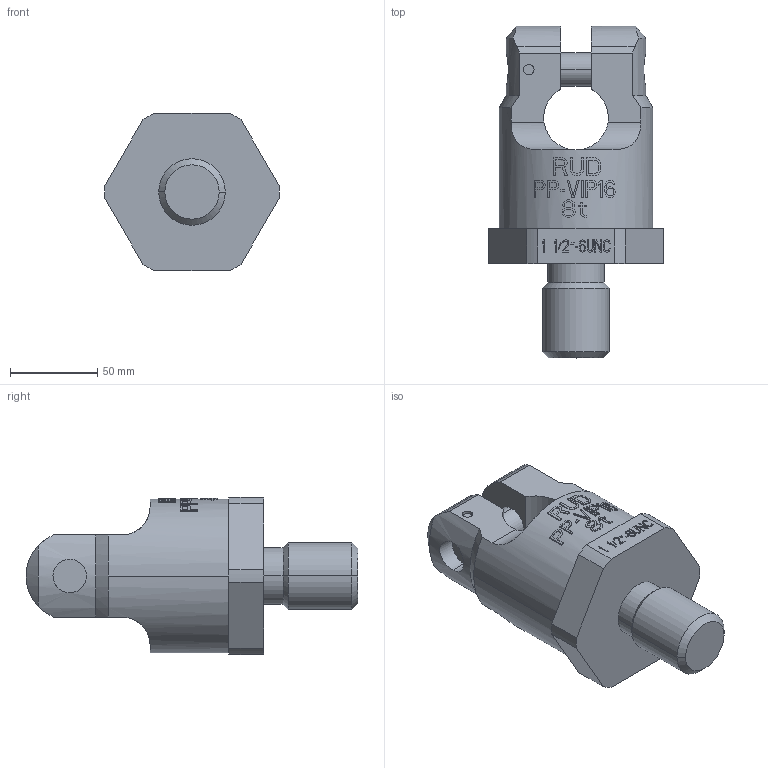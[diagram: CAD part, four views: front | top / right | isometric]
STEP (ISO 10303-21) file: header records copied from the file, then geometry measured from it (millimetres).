
FILE_DESCRIPTION((''),'2;1');
FILE_NAME('4PP-VIP16-8T-1_1_2Z','2005-01-19T',('jakubetz'),(''),'PRO/ENGINEER BY PARAMETRIC TECHNOLOGY CORPORATION, 2001400','PRO/ENGINEER BY PARAMETRIC TECHNOLOGY CORPORATION, 2001400','');
FILE_SCHEMA(('CONFIG_CONTROL_DESIGN'));
Length unit declared in the file: millimetre
Products named in the file (1): 4PP-VIP16-8T-1_1_2Z
Bounding box: 99.97 x 190 x 90 mm (x, y, z)
Volume: 645436.1 mm3; surface area: 71223.1 mm2
Topology: 2 solids, 2 shells, 609 faces, 1693 edges, 1126 vertices
Faces by surface type: plane 549, cylinder 52, cone 8
Entity records: 19870 total; most frequent: CARTESIAN_POINT 4903, ORIENTED_EDGE 3386, DIRECTION 2641, EDGE_CURVE 1693, VERTEX_POINT 1126, VECTOR 1087, LINE 1087, AXIS2_PLACEMENT_3D 777
